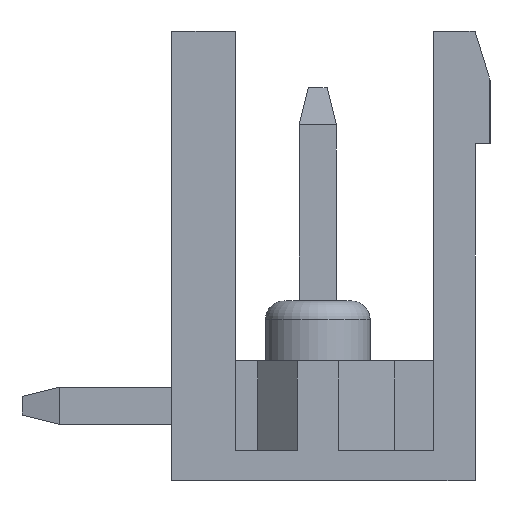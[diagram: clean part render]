
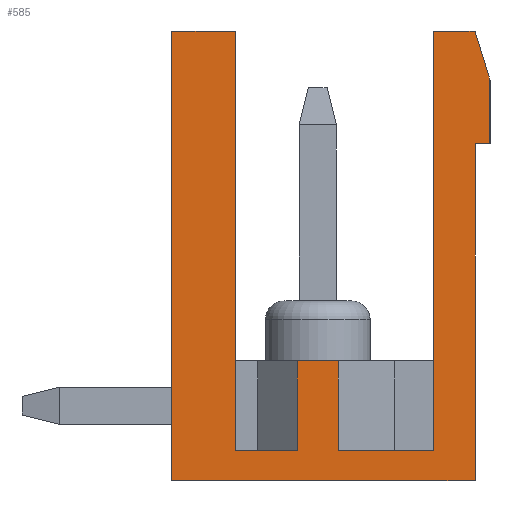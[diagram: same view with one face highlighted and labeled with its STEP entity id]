
A CAD part, left-side view. The second image highlights one B-rep face of the part: STEP entity #585.
In plain terms, the highlighted planar face has unit normal (-1, 0, 0).
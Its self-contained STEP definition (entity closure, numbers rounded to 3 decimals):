
#585 = ADVANCED_FACE( '', ( #1232 ), #1233, .T. );
#1232 = FACE_OUTER_BOUND( '', #1966, .T. );
#1233 = PLANE( '', #1967 );
#1966 = EDGE_LOOP( '', ( #3432, #3433, #3434, #3435, #3436, #3437, #3438, #3439, #3440, #3441, #3442, #3443, #3444, #3445, #3446 ) );
#1967 = AXIS2_PLACEMENT_3D( '', #3447, #3448, #3449 );
#3432 = ORIENTED_EDGE( '', *, *, #5128, .T. );
#3433 = ORIENTED_EDGE( '', *, *, #5129, .F. );
#3434 = ORIENTED_EDGE( '', *, *, #5130, .T. );
#3435 = ORIENTED_EDGE( '', *, *, #4824, .F. );
#3436 = ORIENTED_EDGE( '', *, *, #5131, .F. );
#3437 = ORIENTED_EDGE( '', *, *, #5132, .T. );
#3438 = ORIENTED_EDGE( '', *, *, #5133, .T. );
#3439 = ORIENTED_EDGE( '', *, *, #5134, .T. );
#3440 = ORIENTED_EDGE( '', *, *, #5025, .T. );
#3441 = ORIENTED_EDGE( '', *, *, #4959, .T. );
#3442 = ORIENTED_EDGE( '', *, *, #4556, .T. );
#3443 = ORIENTED_EDGE( '', *, *, #5135, .T. );
#3444 = ORIENTED_EDGE( '', *, *, #4838, .T. );
#3445 = ORIENTED_EDGE( '', *, *, #4901, .T. );
#3446 = ORIENTED_EDGE( '', *, *, #5136, .T. );
#3447 = CARTESIAN_POINT( '', ( -21.95, 0., 0. ) );
#3448 = DIRECTION( '', ( -1., 0., 0. ) );
#3449 = DIRECTION( '', ( 0., 0., 1. ) );
#4556 = EDGE_CURVE( '', #5454, #5452, #5455, .T. );
#4824 = EDGE_CURVE( '', #5913, #5911, #5915, .T. );
#4838 = EDGE_CURVE( '', #5937, #5938, #5939, .T. );
#4901 = EDGE_CURVE( '', #5938, #6034, #6035, .T. );
#4959 = EDGE_CURVE( '', #6123, #5454, #6124, .T. );
#5025 = EDGE_CURVE( '', #6221, #6123, #6222, .T. );
#5128 = EDGE_CURVE( '', #6373, #6374, #6375, .T. );
#5129 = EDGE_CURVE( '', #6376, #6374, #6377, .T. );
#5130 = EDGE_CURVE( '', #6376, #5911, #6378, .T. );
#5131 = EDGE_CURVE( '', #6379, #5913, #6380, .T. );
#5132 = EDGE_CURVE( '', #6379, #6381, #6382, .T. );
#5133 = EDGE_CURVE( '', #6381, #6383, #6384, .T. );
#5134 = EDGE_CURVE( '', #6383, #6221, #6385, .T. );
#5135 = EDGE_CURVE( '', #5452, #5937, #6386, .T. );
#5136 = EDGE_CURVE( '', #6034, #6373, #6387, .T. );
#5452 = VERTEX_POINT( '', #6777 );
#5454 = VERTEX_POINT( '', #6780 );
#5455 = LINE( '', #6781, #6782 );
#5911 = VERTEX_POINT( '', #7441 );
#5913 = VERTEX_POINT( '', #7444 );
#5915 = LINE( '', #7447, #7448 );
#5937 = VERTEX_POINT( '', #7479 );
#5938 = VERTEX_POINT( '', #7480 );
#5939 = LINE( '', #7481, #7482 );
#6034 = VERTEX_POINT( '', #7623 );
#6035 = LINE( '', #7624, #7625 );
#6123 = VERTEX_POINT( '', #7753 );
#6124 = LINE( '', #7754, #7755 );
#6221 = VERTEX_POINT( '', #7904 );
#6222 = LINE( '', #7905, #7906 );
#6373 = VERTEX_POINT( '', #8120 );
#6374 = VERTEX_POINT( '', #8121 );
#6375 = LINE( '', #8122, #8123 );
#6376 = VERTEX_POINT( '', #8124 );
#6377 = LINE( '', #8125, #8126 );
#6378 = LINE( '', #8127, #8128 );
#6379 = VERTEX_POINT( '', #8129 );
#6380 = LINE( '', #8130, #8131 );
#6381 = VERTEX_POINT( '', #8132 );
#6382 = LINE( '', #8133, #8134 );
#6383 = VERTEX_POINT( '', #8135 );
#6384 = LINE( '', #8136, #8137 );
#6385 = LINE( '', #8138, #8139 );
#6386 = LINE( '', #8140, #8141 );
#6387 = LINE( '', #8142, #8143 );
#6777 = CARTESIAN_POINT( '', ( -21.95, -4.05, -6. ) );
#6780 = CARTESIAN_POINT( '', ( -21.95, 4.05, -6. ) );
#6781 = CARTESIAN_POINT( '', ( -21.95, 4.05, -6. ) );
#6782 = VECTOR( '', #8651, 1000. );
#7441 = CARTESIAN_POINT( '', ( -21.95, -0.4, -5.2 ) );
#7444 = CARTESIAN_POINT( '', ( -21.95, -0.4, -2.8 ) );
#7447 = CARTESIAN_POINT( '', ( -21.95, -0.4, -2.8 ) );
#7448 = VECTOR( '', #8893, 1000. );
#7479 = CARTESIAN_POINT( '', ( -21.95, -4.05, 3. ) );
#7480 = CARTESIAN_POINT( '', ( -21.95, -4.45, 3. ) );
#7481 = CARTESIAN_POINT( '', ( -21.95, -4.05, 3. ) );
#7482 = VECTOR( '', #8906, 1000. );
#7623 = CARTESIAN_POINT( '', ( -21.95, -4.45, 4.7 ) );
#7624 = CARTESIAN_POINT( '', ( -21.95, -4.45, 3. ) );
#7625 = VECTOR( '', #8956, 1000. );
#7753 = CARTESIAN_POINT( '', ( -21.95, 4.05, 6. ) );
#7754 = CARTESIAN_POINT( '', ( -21.95, 4.05, 6. ) );
#7755 = VECTOR( '', #9012, 1000. );
#7904 = CARTESIAN_POINT( '', ( -21.95, 2.35, 6. ) );
#7905 = CARTESIAN_POINT( '', ( -21.95, -4.05, 6. ) );
#7906 = VECTOR( '', #9068, 1000. );
#8120 = CARTESIAN_POINT( '', ( -21.95, -4.05, 6. ) );
#8121 = CARTESIAN_POINT( '', ( -21.95, -2.95, 6. ) );
#8122 = CARTESIAN_POINT( '', ( -21.95, -4.05, 6. ) );
#8123 = VECTOR( '', #9168, 1000. );
#8124 = CARTESIAN_POINT( '', ( -21.95, -2.95, -5.2 ) );
#8125 = CARTESIAN_POINT( '', ( -21.95, -2.95, -5.2 ) );
#8126 = VECTOR( '', #9169, 1000. );
#8127 = CARTESIAN_POINT( '', ( -21.95, -2.95, -5.2 ) );
#8128 = VECTOR( '', #9170, 1000. );
#8129 = CARTESIAN_POINT( '', ( -21.95, 0.7, -2.8 ) );
#8130 = CARTESIAN_POINT( '', ( -21.95, 0.7, -2.8 ) );
#8131 = VECTOR( '', #9171, 1000. );
#8132 = CARTESIAN_POINT( '', ( -21.95, 0.7, -5.2 ) );
#8133 = CARTESIAN_POINT( '', ( -21.95, 0.7, -2.8 ) );
#8134 = VECTOR( '', #9172, 1000. );
#8135 = CARTESIAN_POINT( '', ( -21.95, 2.35, -5.2 ) );
#8136 = CARTESIAN_POINT( '', ( -21.95, -2.95, -5.2 ) );
#8137 = VECTOR( '', #9173, 1000. );
#8138 = CARTESIAN_POINT( '', ( -21.95, 2.35, -5.2 ) );
#8139 = VECTOR( '', #9174, 1000. );
#8140 = CARTESIAN_POINT( '', ( -21.95, -4.05, -6. ) );
#8141 = VECTOR( '', #9175, 1000. );
#8142 = CARTESIAN_POINT( '', ( -21.95, -4.45, 4.7 ) );
#8143 = VECTOR( '', #9176, 1000. );
#8651 = DIRECTION( '', ( 0., -1., 0. ) );
#8893 = DIRECTION( '', ( 0., 0., -1. ) );
#8906 = DIRECTION( '', ( 0., -1., 0. ) );
#8956 = DIRECTION( '', ( 0., 0., 1. ) );
#9012 = DIRECTION( '', ( 0., 0., -1. ) );
#9068 = DIRECTION( '', ( 0., 1., 0. ) );
#9168 = DIRECTION( '', ( 0., 1., 0. ) );
#9169 = DIRECTION( '', ( 0., 0., 1. ) );
#9170 = DIRECTION( '', ( 0., 1., 0. ) );
#9171 = DIRECTION( '', ( 0., -1., 0. ) );
#9172 = DIRECTION( '', ( 0., 0., -1. ) );
#9173 = DIRECTION( '', ( 0., 1., 0. ) );
#9174 = DIRECTION( '', ( 0., 0., 1. ) );
#9175 = DIRECTION( '', ( 0., 0., 1. ) );
#9176 = DIRECTION( '', ( 0., 0.294, 0.956 ) );
